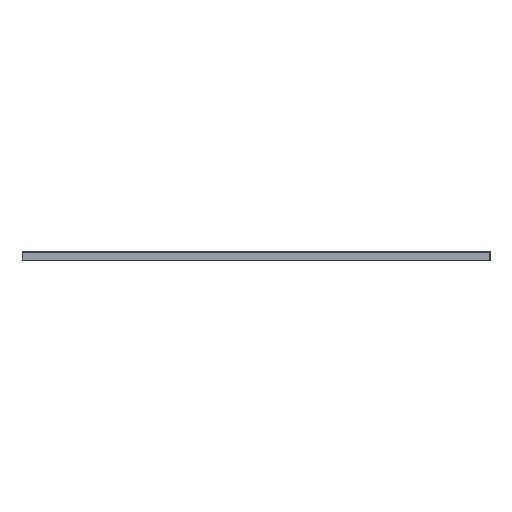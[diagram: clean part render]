
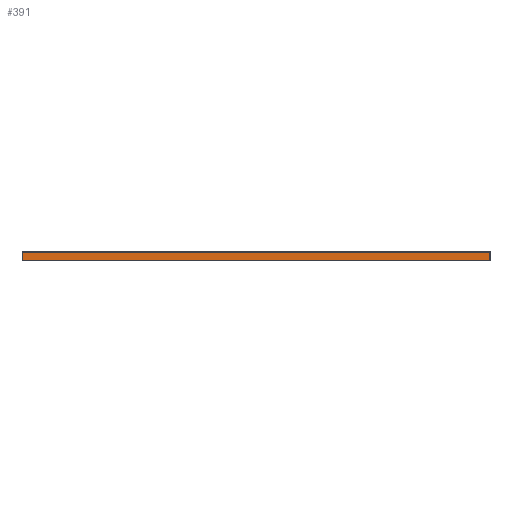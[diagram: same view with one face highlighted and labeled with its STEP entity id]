
A CAD part, left-side view. The second image highlights one B-rep face of the part: STEP entity #391.
In plain terms, the highlighted planar face has unit normal (-1, 0, 0).
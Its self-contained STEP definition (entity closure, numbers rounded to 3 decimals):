
#79 = DIRECTION ( 'NONE',  ( 0., 1., 0. ) ) ;
#189 = FACE_OUTER_BOUND ( 'NONE', #3143, .T. ) ;
#249 = VERTEX_POINT ( 'NONE', #4061 ) ;
#282 = DIRECTION ( 'NONE',  ( 0., -1., 0. ) ) ;
#391 = ADVANCED_FACE ( 'NONE', ( #189 ), #2980, .T. ) ;
#448 = EDGE_CURVE ( 'NONE', #3500, #3841, #2620, .T. ) ;
#451 = ORIENTED_EDGE ( 'NONE', *, *, #2342, .F. ) ;
#606 = CARTESIAN_POINT ( 'NONE',  ( 35., 985., -2.5 ) ) ;
#1085 = LINE ( 'NONE', #1234, #1765 ) ;
#1234 = CARTESIAN_POINT ( 'NONE',  ( 35., 15., 0. ) ) ;
#1351 = CARTESIAN_POINT ( 'NONE',  ( 35., 985., 0. ) ) ;
#1477 = ORIENTED_EDGE ( 'NONE', *, *, #4393, .F. ) ;
#1539 = VERTEX_POINT ( 'NONE', #2562 ) ;
#1743 = EDGE_CURVE ( 'NONE', #249, #1539, #3888, .T. ) ;
#1758 = DIRECTION ( 'NONE',  ( -1., 0., 0. ) ) ;
#1765 = VECTOR ( 'NONE', #282, 1000. ) ;
#2229 = DIRECTION ( 'NONE',  ( 0., 0., 1. ) ) ;
#2342 = EDGE_CURVE ( 'NONE', #3841, #1539, #1085, .T. ) ;
#2482 = CARTESIAN_POINT ( 'NONE',  ( 35., 985., -20. ) ) ;
#2562 = CARTESIAN_POINT ( 'NONE',  ( 35., 15., 0. ) ) ;
#2620 = LINE ( 'NONE', #606, #5014 ) ;
#2980 = PLANE ( 'NONE',  #3923 ) ;
#3066 = ORIENTED_EDGE ( 'NONE', *, *, #448, .F. ) ;
#3143 = EDGE_LOOP ( 'NONE', ( #451, #3066, #1477, #3389 ) ) ;
#3389 = ORIENTED_EDGE ( 'NONE', *, *, #1743, .T. ) ;
#3406 = CARTESIAN_POINT ( 'NONE',  ( 35., 15., -2.5 ) ) ;
#3500 = VERTEX_POINT ( 'NONE', #4705 ) ;
#3841 = VERTEX_POINT ( 'NONE', #1351 ) ;
#3888 = LINE ( 'NONE', #3910, #4095 ) ;
#3910 = CARTESIAN_POINT ( 'NONE',  ( 35., 15., -2.5 ) ) ;
#3923 = AXIS2_PLACEMENT_3D ( 'NONE', #3406, #1758, #4962 ) ;
#4061 = CARTESIAN_POINT ( 'NONE',  ( 35., 15., -20. ) ) ;
#4095 = VECTOR ( 'NONE', #5175, 1000. ) ;
#4393 = EDGE_CURVE ( 'NONE', #249, #3500, #4543, .T. ) ;
#4543 = LINE ( 'NONE', #2482, #4884 ) ;
#4705 = CARTESIAN_POINT ( 'NONE',  ( 35., 985., -20. ) ) ;
#4884 = VECTOR ( 'NONE', #79, 1000. ) ;
#4962 = DIRECTION ( 'NONE',  ( 0., -1., 0. ) ) ;
#5014 = VECTOR ( 'NONE', #2229, 1000. ) ;
#5175 = DIRECTION ( 'NONE',  ( 0., 0., 1. ) ) ;
